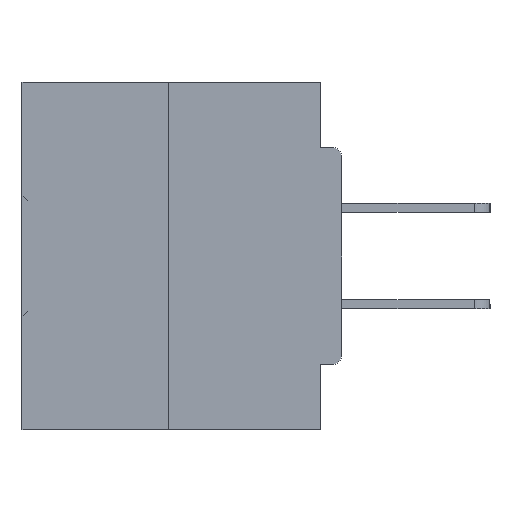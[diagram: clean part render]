
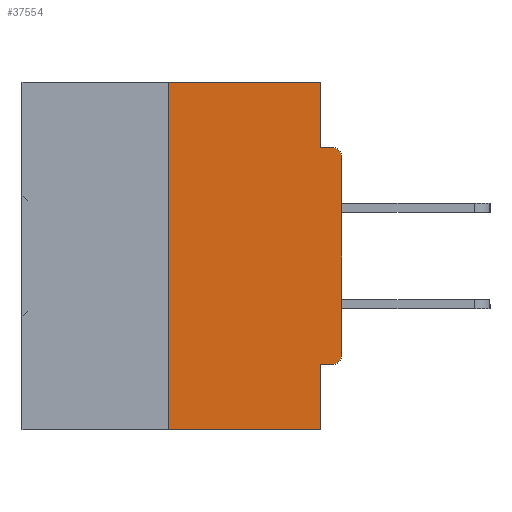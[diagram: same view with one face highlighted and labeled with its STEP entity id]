
A CAD part, left-side view. The second image highlights one B-rep face of the part: STEP entity #37554.
In plain terms, the highlighted planar face has unit normal (-1, 0, 0).
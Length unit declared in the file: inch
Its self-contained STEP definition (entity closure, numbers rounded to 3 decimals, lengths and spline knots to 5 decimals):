
#49 = EDGE_LOOP ( 'NONE', ( #17225, #38994, #7583, #41872, #2170, #24118, #40947, #9904, #12412, #22032 ) ) ;
#83 = CARTESIAN_POINT ( 'NONE',  ( 0., 0.031, 0. ) ) ;
#674 = CIRCLE ( 'NONE', #24641, 0.015 ) ;
#799 = LINE ( 'NONE', #12834, #24830 ) ;
#1061 = CARTESIAN_POINT ( 'NONE',  ( 0., 0.015, -0.3915 ) ) ;
#1621 = CARTESIAN_POINT ( 'NONE',  ( 0., 0.46, -0.5 ) ) ;
#1968 = DIRECTION ( 'NONE',  ( 0., -1., 0. ) ) ;
#2170 = ORIENTED_EDGE ( 'NONE', *, *, #35438, .F. ) ;
#3485 = AXIS2_PLACEMENT_3D ( 'NONE', #1061, #11955, #7757 ) ;
#4392 = CARTESIAN_POINT ( 'NONE',  ( 0., 0.25, -0.5 ) ) ;
#6617 = EDGE_CURVE ( 'NONE', #26056, #26266, #16886, .T. ) ;
#7583 = ORIENTED_EDGE ( 'NONE', *, *, #40640, .T. ) ;
#7757 = DIRECTION ( 'NONE',  ( 0., 0., -1. ) ) ;
#7966 = CIRCLE ( 'NONE', #3485, 0.015 ) ;
#8017 = CARTESIAN_POINT ( 'NONE',  ( 0., 0.015, -0.0935 ) ) ;
#8425 = DIRECTION ( 'NONE',  ( 0., 1., 0. ) ) ;
#9904 = ORIENTED_EDGE ( 'NONE', *, *, #13397, .T. ) ;
#10830 = PLANE ( 'NONE',  #13997 ) ;
#11034 = CARTESIAN_POINT ( 'NONE',  ( 0., 0.031, -0.5 ) ) ;
#11955 = DIRECTION ( 'NONE',  ( -1., 0., 0. ) ) ;
#12412 = ORIENTED_EDGE ( 'NONE', *, *, #44523, .F. ) ;
#12834 = CARTESIAN_POINT ( 'NONE',  ( 0., 0.25, 0. ) ) ;
#12918 = EDGE_CURVE ( 'NONE', #44396, #43508, #45399, .T. ) ;
#13397 = EDGE_CURVE ( 'NONE', #43508, #31922, #674, .T. ) ;
#13997 = AXIS2_PLACEMENT_3D ( 'NONE', #43512, #25412, #36508 ) ;
#14044 = VECTOR ( 'NONE', #19456, 39.37008 ) ;
#14223 = VERTEX_POINT ( 'NONE', #4392 ) ;
#16826 = LINE ( 'NONE', #11034, #34756 ) ;
#16886 = LINE ( 'NONE', #34643, #32018 ) ;
#17225 = ORIENTED_EDGE ( 'NONE', *, *, #6617, .F. ) ;
#17670 = LINE ( 'NONE', #34529, #28296 ) ;
#17797 = VERTEX_POINT ( 'NONE', #20560 ) ;
#18281 = DIRECTION ( 'NONE',  ( 0., 0., -1. ) ) ;
#19091 = FACE_OUTER_BOUND ( 'NONE', #49, .T. ) ;
#19210 = DIRECTION ( 'NONE',  ( 0., 0., -1. ) ) ;
#19456 = DIRECTION ( 'NONE',  ( 0., 0., 1. ) ) ;
#19757 = DIRECTION ( 'NONE',  ( 0., 0., 1. ) ) ;
#20364 = VECTOR ( 'NONE', #37154, 39.37008 ) ;
#20560 = CARTESIAN_POINT ( 'NONE',  ( 0., 0.031, -0.4065 ) ) ;
#22032 = ORIENTED_EDGE ( 'NONE', *, *, #22303, .F. ) ;
#22303 = EDGE_CURVE ( 'NONE', #26266, #43820, #41874, .T. ) ;
#23680 = CARTESIAN_POINT ( 'NONE',  ( 0., 0.25, 0. ) ) ;
#24118 = ORIENTED_EDGE ( 'NONE', *, *, #35972, .T. ) ;
#24347 = CARTESIAN_POINT ( 'NONE',  ( 0., 0.015, -0.1085 ) ) ;
#24641 = AXIS2_PLACEMENT_3D ( 'NONE', #24347, #38565, #41529 ) ;
#24830 = VECTOR ( 'NONE', #19757, 39.37008 ) ;
#25057 = CARTESIAN_POINT ( 'NONE',  ( 0., 0., -0.1085 ) ) ;
#25412 = DIRECTION ( 'NONE',  ( 1., 0., 0. ) ) ;
#26056 = VERTEX_POINT ( 'NONE', #23680 ) ;
#26266 = VERTEX_POINT ( 'NONE', #83 ) ;
#27480 = DIRECTION ( 'NONE',  ( 0., -1., 0. ) ) ;
#28196 = LINE ( 'NONE', #36922, #44972 ) ;
#28231 = LINE ( 'NONE', #1621, #20364 ) ;
#28296 = VECTOR ( 'NONE', #27480, 39.37008 ) ;
#30309 = CARTESIAN_POINT ( 'NONE',  ( 0., 0.031, 0. ) ) ;
#30318 = CARTESIAN_POINT ( 'NONE',  ( 0., 0.031, -0.5 ) ) ;
#31194 = EDGE_CURVE ( 'NONE', #17797, #40177, #16826, .T. ) ;
#31922 = VERTEX_POINT ( 'NONE', #8017 ) ;
#32018 = VECTOR ( 'NONE', #1968, 39.37008 ) ;
#32742 = VERTEX_POINT ( 'NONE', #43785 ) ;
#34529 = CARTESIAN_POINT ( 'NONE',  ( 0., 0., -0.0935 ) ) ;
#34643 = CARTESIAN_POINT ( 'NONE',  ( 0., 0.46, 0. ) ) ;
#34756 = VECTOR ( 'NONE', #18281, 39.37008 ) ;
#35438 = EDGE_CURVE ( 'NONE', #32742, #17797, #28196, .T. ) ;
#35972 = EDGE_CURVE ( 'NONE', #32742, #44396, #7966, .T. ) ;
#36508 = DIRECTION ( 'NONE',  ( 0., 0., -1. ) ) ;
#36922 = CARTESIAN_POINT ( 'NONE',  ( 0., 0., -0.4065 ) ) ;
#36933 = CARTESIAN_POINT ( 'NONE',  ( 0., 0.031, -0.0935 ) ) ;
#37154 = DIRECTION ( 'NONE',  ( 0., -1., 0. ) ) ;
#37554 = ADVANCED_FACE ( 'NONE', ( #19091 ), #10830, .F. ) ;
#38565 = DIRECTION ( 'NONE',  ( -1., 0., 0. ) ) ;
#38994 = ORIENTED_EDGE ( 'NONE', *, *, #40824, .F. ) ;
#40177 = VERTEX_POINT ( 'NONE', #30318 ) ;
#40640 = EDGE_CURVE ( 'NONE', #14223, #40177, #28231, .T. ) ;
#40824 = EDGE_CURVE ( 'NONE', #14223, #26056, #799, .T. ) ;
#40856 = CARTESIAN_POINT ( 'NONE',  ( 0., 0., 0. ) ) ;
#40947 = ORIENTED_EDGE ( 'NONE', *, *, #12918, .T. ) ;
#41529 = DIRECTION ( 'NONE',  ( 0., 0., -1. ) ) ;
#41872 = ORIENTED_EDGE ( 'NONE', *, *, #31194, .F. ) ;
#41874 = LINE ( 'NONE', #30309, #44696 ) ;
#43508 = VERTEX_POINT ( 'NONE', #25057 ) ;
#43512 = CARTESIAN_POINT ( 'NONE',  ( 0., 0.46, 0. ) ) ;
#43785 = CARTESIAN_POINT ( 'NONE',  ( 0., 0.015, -0.4065 ) ) ;
#43820 = VERTEX_POINT ( 'NONE', #36933 ) ;
#44396 = VERTEX_POINT ( 'NONE', #44687 ) ;
#44523 = EDGE_CURVE ( 'NONE', #43820, #31922, #17670, .T. ) ;
#44687 = CARTESIAN_POINT ( 'NONE',  ( 0., 0., -0.3915 ) ) ;
#44696 = VECTOR ( 'NONE', #19210, 39.37008 ) ;
#44972 = VECTOR ( 'NONE', #8425, 39.37008 ) ;
#45399 = LINE ( 'NONE', #40856, #14044 ) ;
